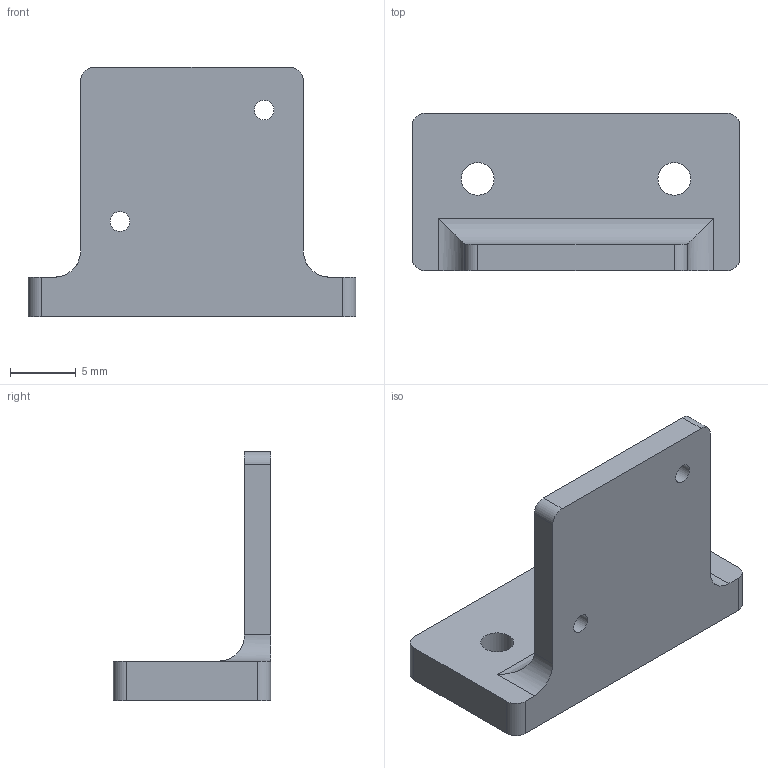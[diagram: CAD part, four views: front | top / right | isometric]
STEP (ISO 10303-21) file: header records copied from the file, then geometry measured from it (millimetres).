
FILE_DESCRIPTION(/* description */ (''),/* implementation_level */ '2;1');
FILE_NAME(/* name */ 'devFrame Seeed ThoneFlow Mount Angle.step',/* time_stamp */ '2020-01-22T10:31:30-06:00',/* author */ (''),/* organization */ (''),/* preprocessor_version */ 'ST-DEVELOPER v18',/* originating_system */ 'Autodesk Translation Framework v8.12.0.6',/* authorisation */ '');
FILE_SCHEMA (('AUTOMOTIVE_DESIGN { 1 0 10303 214 3 1 1 }'));
Length unit declared in the file: millimetre
Products named in the file (1): devFrame Seeed ThoneFlow Mount Angle
Bounding box: 25 x 12 x 19 mm (x, y, z)
Volume: 1423.6 mm3; surface area: 1444.7 mm2
Topology: 1 solids, 1 shells, 23 faces, 61 edges, 40 vertices
Faces by surface type: cylinder 13, plane 10
Full cylindrical faces by diameter (mm): 1.5 x2, 2.5 x2
Entity records: 772 total; most frequent: DIRECTION 133, CARTESIAN_POINT 125, ORIENTED_EDGE 122, EDGE_CURVE 61, AXIS2_PLACEMENT_3D 48, VERTEX_POINT 40, LINE 37, VECTOR 37
